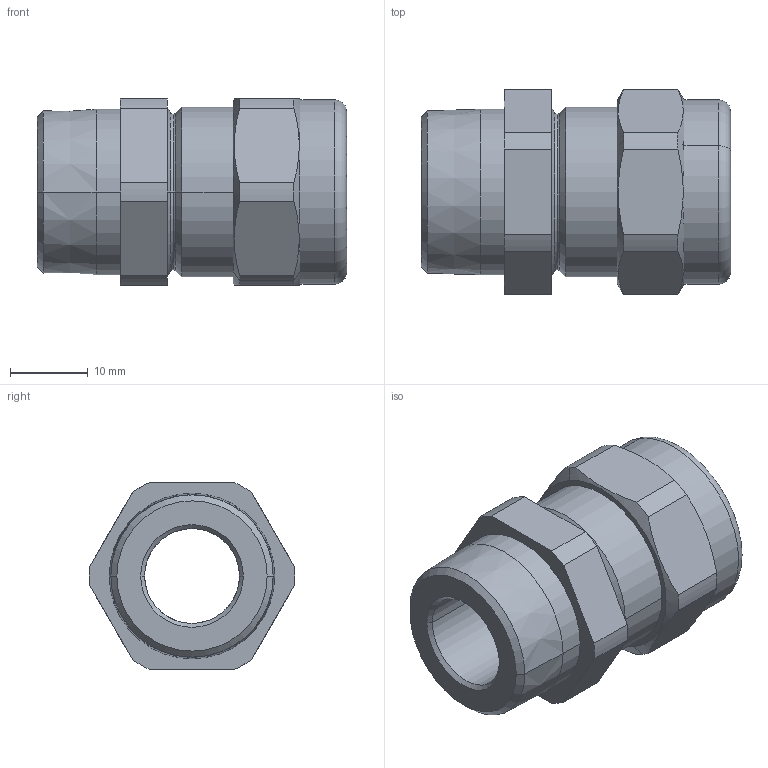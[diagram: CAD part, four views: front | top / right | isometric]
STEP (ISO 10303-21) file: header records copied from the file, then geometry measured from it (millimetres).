
FILE_DESCRIPTION (( 'STEP AP203' ), '1' );
FILE_NAME ('CG-050A046.STEP', '2020-07-09T08:46:15', ( '' ), ( '' ), 'SwSTEP 2.0', 'SolidWorks 2017', '' );
FILE_SCHEMA (( 'CONFIG_CONTROL_DESIGN' ));
Length unit declared in the file: millimetre
Products named in the file (1): CG-050A046
Bounding box: 39.76 x 26.39 x 24 mm (x, y, z)
Surface area: 5298.3 mm2 (no closed solid volume)
Topology: 0 solids, 3 shells, 77 faces, 184 edges, 114 vertices
Faces by surface type: cylinder 28, cone 20, plane 19, torus 10
Entity records: 2405 total; most frequent: CARTESIAN_POINT 484, DIRECTION 428, ORIENTED_EDGE 356, EDGE_CURVE 184, AXIS2_PLACEMENT_3D 178, VERTEX_POINT 114, CIRCLE 100, EDGE_LOOP 84
